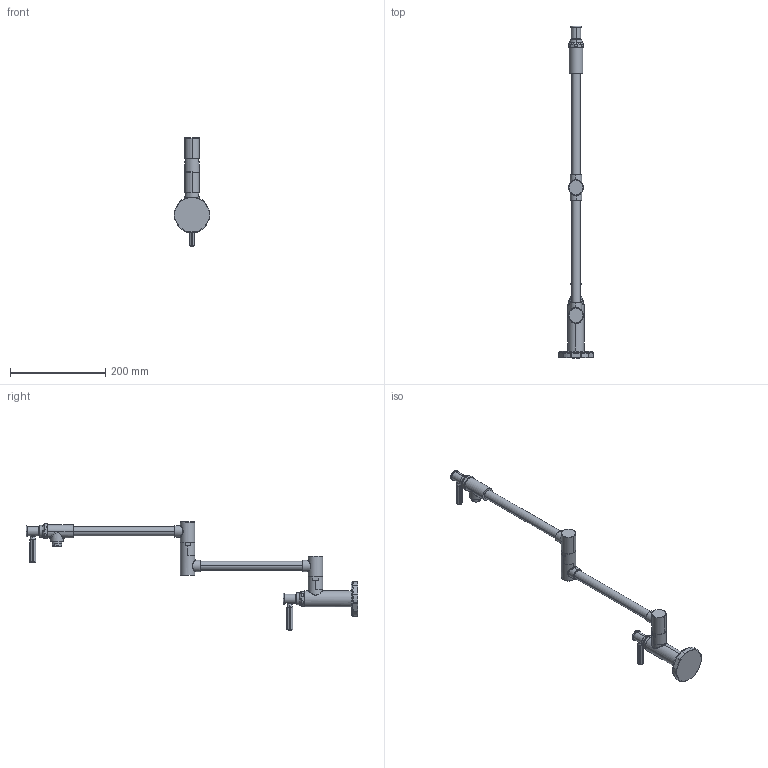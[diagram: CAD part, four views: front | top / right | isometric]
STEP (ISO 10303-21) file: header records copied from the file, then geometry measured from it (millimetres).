
FILE_DESCRIPTION((''),'2;1');
FILE_NAME('3190-5503','2020-12-01T13:43:05',('jinson.thomas'),(''),'CREO PARAMETRIC BY PTC INC, 2018400','CREO PARAMETRIC BY PTC INC, 2018400','');
FILE_SCHEMA(('CONFIG_CONTROL_DESIGN'));
Length unit declared in the file: inch
Products named in the file (1): 3190-5503
Bounding box: 75.47 x 697.08 x 227.6 mm (x, y, z)
Volume: 515962.7 mm3; surface area: 89771.2 mm2
Topology: 1 solids, 1 shells, 470 faces, 1123 edges, 668 vertices
Faces by surface type: bspline 223, cylinder 93, plane 80, torus 58, cone 12, sphere 4
Entity records: 25662 total; most frequent: CARTESIAN_POINT 16281, ORIENTED_EDGE 2238, DIRECTION 1590, EDGE_CURVE 1119, AXIS2_PLACEMENT_3D 688, VERTEX_POINT 668, EDGE_LOOP 487, FACE_OUTER_BOUND 470
